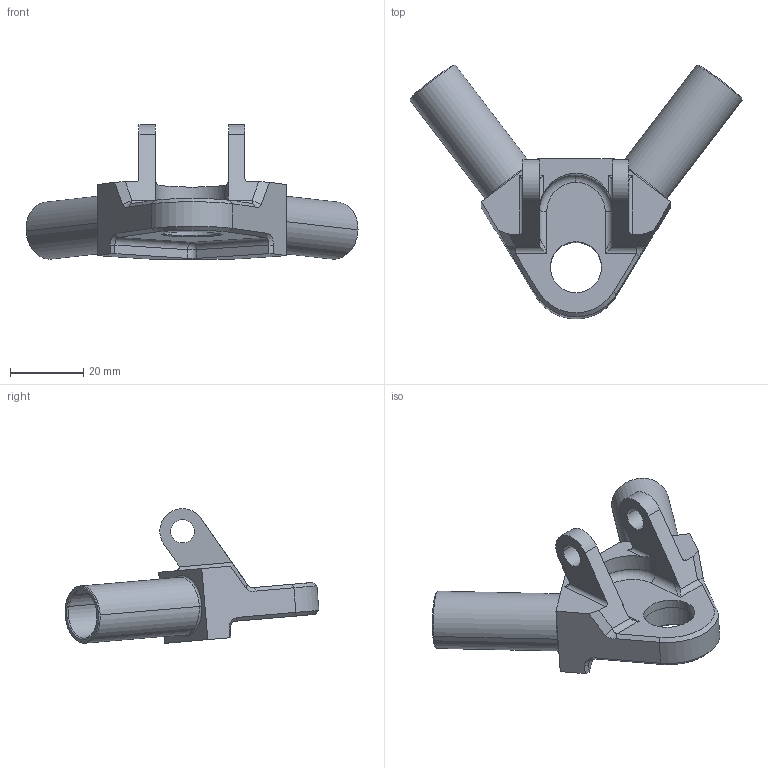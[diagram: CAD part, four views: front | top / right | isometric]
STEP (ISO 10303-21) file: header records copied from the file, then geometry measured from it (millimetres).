
FILE_DESCRIPTION(('CATIA V5 STEP Exchange'),'2;1');
FILE_NAME('SU_03003 (Rear Upper Rod-End Support).stp','2024-03-12T16:48:22+00:00',('none'),('none'),'CATIA Version 5 Release 19 SP 2 (IN-10)','CATIA V5 STEP AP203','none');
FILE_SCHEMA(('CONFIG_CONTROL_DESIGN'));
Length unit declared in the file: millimetre
Products named in the file (1): SU_03003
Bounding box: 90.83 x 69.46 x 36.83 mm (x, y, z)
Volume: 22045.1 mm3; surface area: 13000 mm2
Topology: 1 solids, 1 shells, 100 faces, 257 edges, 171 vertices
Faces by surface type: cylinder 35, plane 34, cone 16, torus 8, bspline 6, sphere 1
Entity records: 3485 total; most frequent: CARTESIAN_POINT 1226, ORIENTED_EDGE 496, DIRECTION 358, EDGE_CURVE 248, VERTEX_POINT 155, AXIS2_PLACEMENT_3D 152, VECTOR 131, LINE 131
